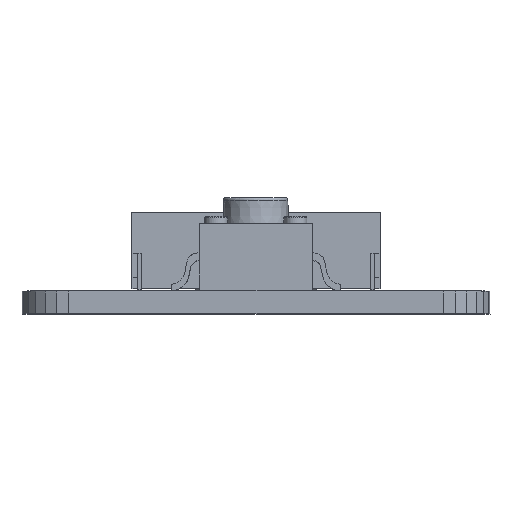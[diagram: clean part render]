
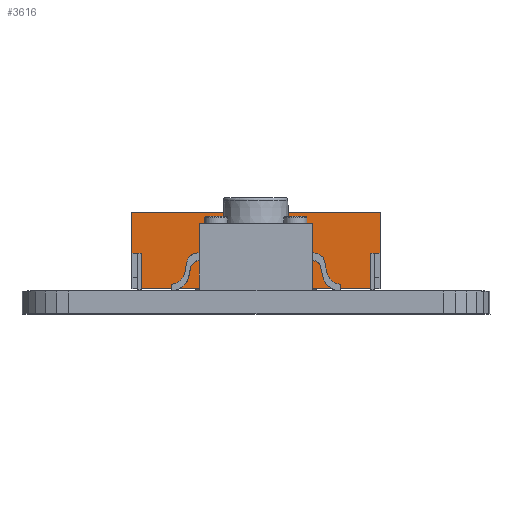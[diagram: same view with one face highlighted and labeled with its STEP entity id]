
A CAD part, top view. The second image highlights one B-rep face of the part: STEP entity #3616.
In plain terms, the highlighted face is planar.
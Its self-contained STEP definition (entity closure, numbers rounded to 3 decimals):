
#249 = ORIENTED_EDGE ( 'NONE', *, *, #22397, .F. ) ;
#506 = DIRECTION ( 'NONE',  ( 1., 0., 0. ) ) ;
#791 = CARTESIAN_POINT ( 'NONE',  ( 6.125, -5.87, 2.175 ) ) ;
#1103 = LINE ( 'NONE', #3548, #11750 ) ;
#1448 = CARTESIAN_POINT ( 'NONE',  ( -6.325, -5.87, 2.05 ) ) ;
#1688 = CARTESIAN_POINT ( 'NONE',  ( -6.125, -5.87, 2.175 ) ) ;
#1702 = VECTOR ( 'NONE', #2217, 1000. ) ;
#1856 = VERTEX_POINT ( 'NONE', #22723 ) ;
#1902 = VECTOR ( 'NONE', #6398, 1000. ) ;
#1907 = VERTEX_POINT ( 'NONE', #7791 ) ;
#2217 = DIRECTION ( 'NONE',  ( -1., 0., 0. ) ) ;
#3462 = VERTEX_POINT ( 'NONE', #4980 ) ;
#3548 = CARTESIAN_POINT ( 'NONE',  ( -6.625, -5.87, 2.175 ) ) ;
#3616 = ADVANCED_FACE ( 'NONE', ( #9328 ), #12071, .F. ) ;
#3710 = LINE ( 'NONE', #791, #12992 ) ;
#3714 = EDGE_CURVE ( 'NONE', #22803, #10316, #12039, .T. ) ;
#3720 = DIRECTION ( 'NONE',  ( -1., 0., 0. ) ) ;
#4059 = CARTESIAN_POINT ( 'NONE',  ( 6.625, -5.87, 2.05 ) ) ;
#4980 = CARTESIAN_POINT ( 'NONE',  ( -6.125, -5.87, 2.05 ) ) ;
#5266 = CARTESIAN_POINT ( 'NONE',  ( 0., -5.87, 0.15 ) ) ;
#5271 = VECTOR ( 'NONE', #506, 1000. ) ;
#5417 = ORIENTED_EDGE ( 'NONE', *, *, #12426, .F. ) ;
#5569 = LINE ( 'NONE', #1688, #15916 ) ;
#5842 = DIRECTION ( 'NONE',  ( -1., 0., 0. ) ) ;
#6081 = ORIENTED_EDGE ( 'NONE', *, *, #27604, .F. ) ;
#6285 = CARTESIAN_POINT ( 'NONE',  ( 6.625, -5.87, 2.175 ) ) ;
#6398 = DIRECTION ( 'NONE',  ( -1., 0., 0. ) ) ;
#6774 = ORIENTED_EDGE ( 'NONE', *, *, #21612, .F. ) ;
#7791 = CARTESIAN_POINT ( 'NONE',  ( -6.625, -5.87, 2.05 ) ) ;
#8779 = VECTOR ( 'NONE', #3720, 1000. ) ;
#9190 = ORIENTED_EDGE ( 'NONE', *, *, #27205, .F. ) ;
#9328 = FACE_OUTER_BOUND ( 'NONE', #19521, .T. ) ;
#9689 = LINE ( 'NONE', #6285, #17257 ) ;
#9876 = VERTEX_POINT ( 'NONE', #4059 ) ;
#10191 = ORIENTED_EDGE ( 'NONE', *, *, #21445, .F. ) ;
#10291 = LINE ( 'NONE', #10961, #1702 ) ;
#10316 = VERTEX_POINT ( 'NONE', #26002 ) ;
#10961 = CARTESIAN_POINT ( 'NONE',  ( 0., -5.87, 2.05 ) ) ;
#10995 = DIRECTION ( 'NONE',  ( 0., 0., -1. ) ) ;
#11387 = CARTESIAN_POINT ( 'NONE',  ( 6.625, -5.87, 4.2 ) ) ;
#11459 = ORIENTED_EDGE ( 'NONE', *, *, #3714, .F. ) ;
#11750 = VECTOR ( 'NONE', #21007, 1000. ) ;
#11794 = LINE ( 'NONE', #16011, #5271 ) ;
#12039 = LINE ( 'NONE', #5266, #21336 ) ;
#12071 = PLANE ( 'NONE',  #12661 ) ;
#12426 = EDGE_CURVE ( 'NONE', #17525, #21381, #10291, .T. ) ;
#12661 = AXIS2_PLACEMENT_3D ( 'NONE', #16171, #20825, #18627 ) ;
#12992 = VECTOR ( 'NONE', #15513, 1000. ) ;
#13707 = ORIENTED_EDGE ( 'NONE', *, *, #28439, .F. ) ;
#14291 = CARTESIAN_POINT ( 'NONE',  ( 6.125, -5.87, 2.05 ) ) ;
#14823 = CARTESIAN_POINT ( 'NONE',  ( 6.125, -5.87, 0.15 ) ) ;
#15513 = DIRECTION ( 'NONE',  ( 0., 0., -1. ) ) ;
#15916 = VECTOR ( 'NONE', #19335, 1000. ) ;
#15999 = CARTESIAN_POINT ( 'NONE',  ( 0., -5.87, 2.05 ) ) ;
#16011 = CARTESIAN_POINT ( 'NONE',  ( 6.625, -5.87, 4.2 ) ) ;
#16017 = EDGE_CURVE ( 'NONE', #3462, #22004, #16361, .T. ) ;
#16171 = CARTESIAN_POINT ( 'NONE',  ( 6.625, -5.87, 4.2 ) ) ;
#16361 = LINE ( 'NONE', #21836, #1902 ) ;
#16516 = CARTESIAN_POINT ( 'NONE',  ( 0., -5.87, 2.05 ) ) ;
#16672 = EDGE_CURVE ( 'NONE', #22004, #1907, #28292, .T. ) ;
#17102 = VERTEX_POINT ( 'NONE', #11387 ) ;
#17257 = VECTOR ( 'NONE', #10995, 1000. ) ;
#17525 = VERTEX_POINT ( 'NONE', #25081 ) ;
#18359 = DIRECTION ( 'NONE',  ( -1., 0., 0. ) ) ;
#18627 = DIRECTION ( 'NONE',  ( 0., 0., -1. ) ) ;
#19335 = DIRECTION ( 'NONE',  ( 0., 0., 1. ) ) ;
#19521 = EDGE_LOOP ( 'NONE', ( #5417, #9190, #6774, #6081, #13707, #25988, #23577, #10191, #11459, #249 ) ) ;
#20825 = DIRECTION ( 'NONE',  ( 0., 1., 0. ) ) ;
#21007 = DIRECTION ( 'NONE',  ( 0., 0., 1. ) ) ;
#21336 = VECTOR ( 'NONE', #5842, 1000. ) ;
#21381 = VERTEX_POINT ( 'NONE', #14291 ) ;
#21445 = EDGE_CURVE ( 'NONE', #10316, #3462, #5569, .T. ) ;
#21612 = EDGE_CURVE ( 'NONE', #17102, #9876, #9689, .T. ) ;
#21836 = CARTESIAN_POINT ( 'NONE',  ( 0., -5.87, 2.05 ) ) ;
#22004 = VERTEX_POINT ( 'NONE', #1448 ) ;
#22397 = EDGE_CURVE ( 'NONE', #21381, #22803, #3710, .T. ) ;
#22723 = CARTESIAN_POINT ( 'NONE',  ( -6.625, -5.87, 4.2 ) ) ;
#22803 = VERTEX_POINT ( 'NONE', #14823 ) ;
#23136 = VECTOR ( 'NONE', #18359, 1000. ) ;
#23173 = LINE ( 'NONE', #16516, #8779 ) ;
#23577 = ORIENTED_EDGE ( 'NONE', *, *, #16017, .F. ) ;
#25081 = CARTESIAN_POINT ( 'NONE',  ( 6.325, -5.87, 2.05 ) ) ;
#25988 = ORIENTED_EDGE ( 'NONE', *, *, #16672, .F. ) ;
#26002 = CARTESIAN_POINT ( 'NONE',  ( -6.125, -5.87, 0.15 ) ) ;
#27205 = EDGE_CURVE ( 'NONE', #9876, #17525, #23173, .T. ) ;
#27604 = EDGE_CURVE ( 'NONE', #1856, #17102, #11794, .T. ) ;
#28292 = LINE ( 'NONE', #15999, #23136 ) ;
#28439 = EDGE_CURVE ( 'NONE', #1907, #1856, #1103, .T. ) ;
